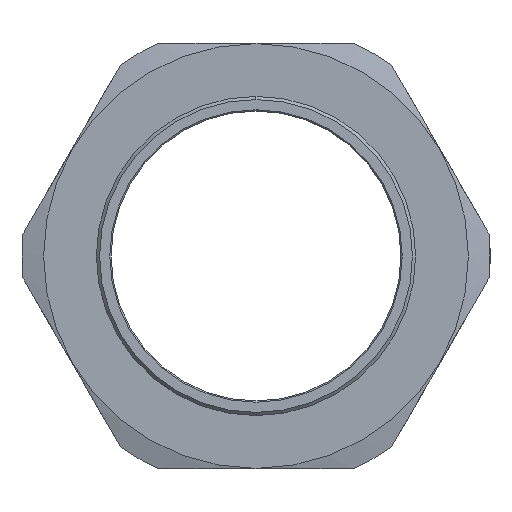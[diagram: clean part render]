
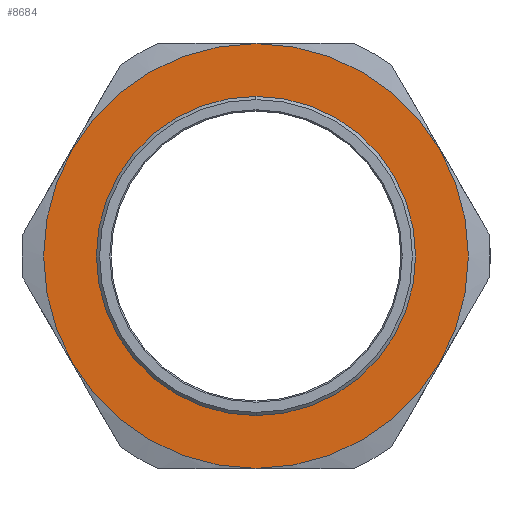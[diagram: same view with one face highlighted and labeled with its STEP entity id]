
A CAD part, left-side view. The second image highlights one B-rep face of the part: STEP entity #8684.
In plain terms, the highlighted planar face has unit normal (-1, 0, 0).
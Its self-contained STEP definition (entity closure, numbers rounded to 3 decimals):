
#16 = CARTESIAN_POINT ( 'NONE',  ( 15., 0., -55.5 ) ) ;
#690 = AXIS2_PLACEMENT_3D ( 'NONE', #12201, #6158, #2437 ) ;
#1057 = EDGE_CURVE ( 'NONE', #8651, #6473, #9965, .T. ) ;
#1435 = PLANE ( 'NONE',  #4276 ) ;
#2029 = ORIENTED_EDGE ( 'NONE', *, *, #8600, .F. ) ;
#2295 = CARTESIAN_POINT ( 'NONE',  ( 15., 0., 0. ) ) ;
#2313 = ORIENTED_EDGE ( 'NONE', *, *, #1057, .F. ) ;
#2437 = DIRECTION ( 'NONE',  ( 0., 0., 1. ) ) ;
#2675 = ORIENTED_EDGE ( 'NONE', *, *, #11722, .F. ) ;
#2919 = ORIENTED_EDGE ( 'NONE', *, *, #6676, .F. ) ;
#3311 = AXIS2_PLACEMENT_3D ( 'NONE', #14168, #15477, #8333 ) ;
#3787 = DIRECTION ( 'NONE',  ( 1., 0., 0. ) ) ;
#4111 = DIRECTION ( 'NONE',  ( 0., 0., -1. ) ) ;
#4276 = AXIS2_PLACEMENT_3D ( 'NONE', #16, #9921, #11146 ) ;
#4410 = EDGE_LOOP ( 'NONE', ( #2029, #2919 ) ) ;
#5686 = AXIS2_PLACEMENT_3D ( 'NONE', #2295, #3787, #6271 ) ;
#5830 = VERTEX_POINT ( 'NONE', #7911 ) ;
#6158 = DIRECTION ( 'NONE',  ( -1., 0., 0. ) ) ;
#6271 = DIRECTION ( 'NONE',  ( 0., 0., -1. ) ) ;
#6473 = VERTEX_POINT ( 'NONE', #15217 ) ;
#6676 = EDGE_CURVE ( 'NONE', #7524, #5830, #13671, .T. ) ;
#7524 = VERTEX_POINT ( 'NONE', #11692 ) ;
#7911 = CARTESIAN_POINT ( 'NONE',  ( 15., 0., -37.5 ) ) ;
#8333 = DIRECTION ( 'NONE',  ( 0., 0., 1. ) ) ;
#8600 = EDGE_CURVE ( 'NONE', #5830, #7524, #13436, .T. ) ;
#8630 = AXIS2_PLACEMENT_3D ( 'NONE', #12725, #15219, #4111 ) ;
#8651 = VERTEX_POINT ( 'NONE', #11200 ) ;
#8684 = ADVANCED_FACE ( 'NONE', ( #10995, #11585 ), #1435, .F. ) ;
#9921 = DIRECTION ( 'NONE',  ( 1., 0., 0. ) ) ;
#9963 = EDGE_LOOP ( 'NONE', ( #2313, #2675 ) ) ;
#9965 = CIRCLE ( 'NONE', #8630, 49.9 ) ;
#10995 = FACE_OUTER_BOUND ( 'NONE', #9963, .T. ) ;
#11146 = DIRECTION ( 'NONE',  ( 0., 0., -1. ) ) ;
#11200 = CARTESIAN_POINT ( 'NONE',  ( 15., 0., -49.9 ) ) ;
#11585 = FACE_BOUND ( 'NONE', #4410, .T. ) ;
#11692 = CARTESIAN_POINT ( 'NONE',  ( 15., 0., 37.5 ) ) ;
#11722 = EDGE_CURVE ( 'NONE', #6473, #8651, #14913, .T. ) ;
#12201 = CARTESIAN_POINT ( 'NONE',  ( 15., 0., 0. ) ) ;
#12725 = CARTESIAN_POINT ( 'NONE',  ( 15., 0., 0. ) ) ;
#13436 = CIRCLE ( 'NONE', #690, 37.5 ) ;
#13671 = CIRCLE ( 'NONE', #3311, 37.5 ) ;
#14168 = CARTESIAN_POINT ( 'NONE',  ( 15., 0., 0. ) ) ;
#14913 = CIRCLE ( 'NONE', #5686, 49.9 ) ;
#15217 = CARTESIAN_POINT ( 'NONE',  ( 15., 0., 49.9 ) ) ;
#15219 = DIRECTION ( 'NONE',  ( 1., 0., 0. ) ) ;
#15477 = DIRECTION ( 'NONE',  ( -1., 0., 0. ) ) ;
